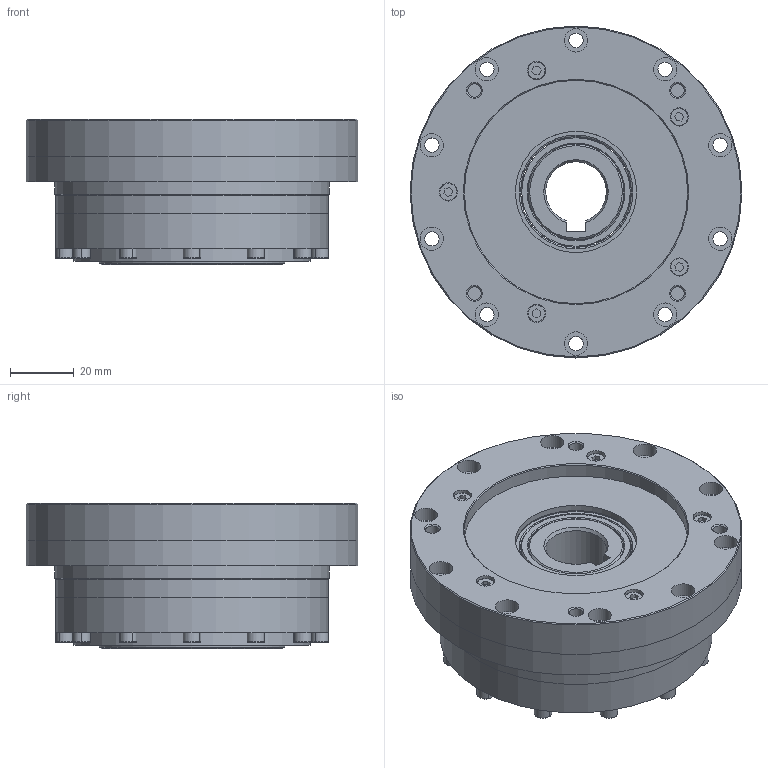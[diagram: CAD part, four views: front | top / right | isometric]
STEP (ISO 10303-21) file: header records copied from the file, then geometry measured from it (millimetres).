
FILE_DESCRIPTION(/* description */ (''),/* implementation_level */ '2;1');
FILE_NAME(/* name */ 'SG-APH086-[ ]-001-19.stp',/* time_stamp */ '2024-02-19T11:29:57+08:00',/* author */ (''),/* organization */ (''),/* preprocessor_version */ 'ST-DEVELOPER v16.7',/* originating_system */ 'SIEMENS PLM Software NX 12.0',/* authorisation */ '');
FILE_SCHEMA (('AUTOMOTIVE_DESIGN { 1 0 10303 214 3 1 1 1 }'));
Length unit declared in the file: millimetre
Products named in the file (1): SG-APH086-[   ]-001-19
Bounding box: 104 x 104 x 45.5 mm (x, y, z)
Volume: 220891.6 mm3; surface area: 97965.9 mm2
Topology: 71 solids, 71 shells, 765 faces, 1720 edges, 1098 vertices
Faces by surface type: plane 268, cylinder 238, cone 145, torus 76, sphere 38
Full cylindrical faces by diameter (mm): 2 x3, 2.5 x17, 3.3 x27, 4 x1, 4.2 x14, 4.5 x20, 5.7 x5, 7.3 x10, 8 x2, 29.6 x2, 30 x4, 33 x2, 34 x4, 38 x6, 38.7 x8, 42 x4, 58 x2, 60 x1, 62 x1, 63 x1, 70 x3, 74 x1, 76 x4, 85.5 x2, 86 x1, 104 x2
Entity records: 19714 total; most frequent: DIRECTION 3482, CARTESIAN_POINT 3349, ORIENTED_EDGE 2472, AXIS2_PLACEMENT_3D 1492, EDGE_CURVE 1236, EDGE_LOOP 1201, VERTEX_POINT 981, FACE_BOUND 897
